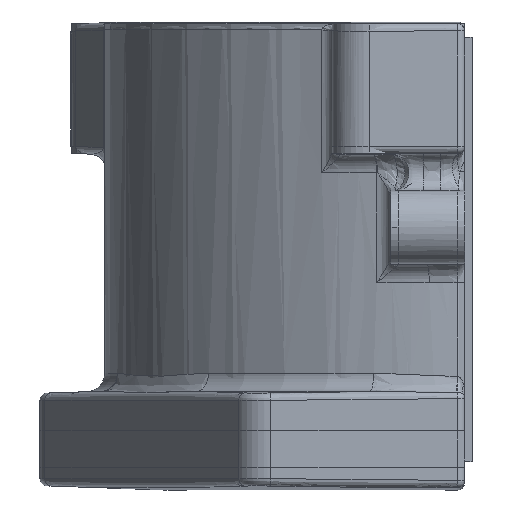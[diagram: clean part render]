
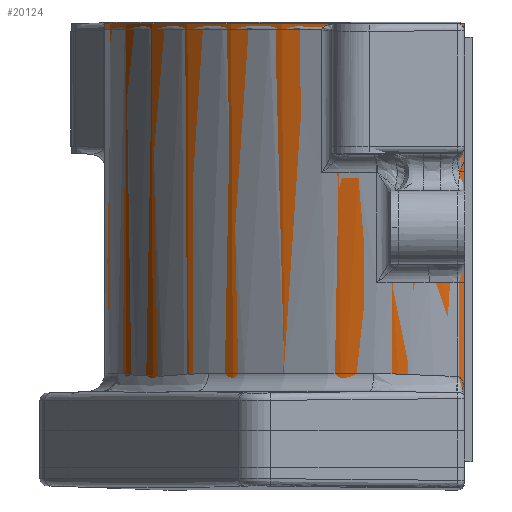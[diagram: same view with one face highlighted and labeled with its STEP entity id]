
A CAD part, left-side view. The second image highlights one B-rep face of the part: STEP entity #20124.
In plain terms, the highlighted cylindrical face has radius 97.5 mm (diameter 195 mm), a partial arc.
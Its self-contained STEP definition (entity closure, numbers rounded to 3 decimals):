
#44 = DIRECTION ( 'NONE',  ( 0., -1., 0. ) ) ;
#137 = AXIS2_PLACEMENT_3D ( 'NONE', #8625, #19697, #15074 ) ;
#197 = ORIENTED_EDGE ( 'NONE', *, *, #975, .T. ) ;
#239 = ORIENTED_EDGE ( 'NONE', *, *, #19674, .F. ) ;
#255 = EDGE_CURVE ( 'NONE', #14359, #7671, #19773, .T. ) ;
#360 = DIRECTION ( 'NONE',  ( 0., -1., 0. ) ) ;
#776 = CIRCLE ( 'NONE', #19759, 97.5 ) ;
#975 = EDGE_CURVE ( 'NONE', #2305, #14500, #12322, .T. ) ;
#1341 = DIRECTION ( 'NONE',  ( 0., -1., 0. ) ) ;
#1617 = LINE ( 'NONE', #2868, #9941 ) ;
#1644 = DIRECTION ( 'NONE',  ( 0., 0., -1. ) ) ;
#1792 = VERTEX_POINT ( 'NONE', #15786 ) ;
#1824 = CARTESIAN_POINT ( 'NONE',  ( 0., 14.8, 0. ) ) ;
#1869 = DIRECTION ( 'NONE',  ( 0., 0., -1. ) ) ;
#1923 = ORIENTED_EDGE ( 'NONE', *, *, #12604, .T. ) ;
#2046 = CYLINDRICAL_SURFACE ( 'NONE', #2676, 97.5 ) ;
#2305 = VERTEX_POINT ( 'NONE', #2393 ) ;
#2393 = CARTESIAN_POINT ( 'NONE',  ( -97.5, 34.8, 0. ) ) ;
#2411 = CARTESIAN_POINT ( 'NONE',  ( -97.5, 0., 0. ) ) ;
#2676 = AXIS2_PLACEMENT_3D ( 'NONE', #12805, #360, #1869 ) ;
#2868 = CARTESIAN_POINT ( 'NONE',  ( -95.427, -3.322, -20. ) ) ;
#3017 = CARTESIAN_POINT ( 'NONE',  ( -91.253, 62.3, -34.338 ) ) ;
#3695 = VECTOR ( 'NONE', #19898, 1000. ) ;
#3702 = EDGE_LOOP ( 'NONE', ( #18996, #15676, #20278, #6299, #7601, #13707, #239, #197, #3821, #4087, #1923, #6510 ) ) ;
#3801 = CIRCLE ( 'NONE', #7380, 97.5 ) ;
#3821 = ORIENTED_EDGE ( 'NONE', *, *, #15704, .T. ) ;
#3849 = EDGE_CURVE ( 'NONE', #19140, #12842, #19918, .T. ) ;
#4087 = ORIENTED_EDGE ( 'NONE', *, *, #255, .F. ) ;
#4096 = VERTEX_POINT ( 'NONE', #5415 ) ;
#4109 = CARTESIAN_POINT ( 'NONE',  ( -97.5, 0., 0. ) ) ;
#5415 = CARTESIAN_POINT ( 'NONE',  ( -95.427, 14.8, -20. ) ) ;
#5960 = DIRECTION ( 'NONE',  ( 0., -1., 0. ) ) ;
#6172 = CARTESIAN_POINT ( 'NONE',  ( 0., -30.2, -97.5 ) ) ;
#6237 = VECTOR ( 'NONE', #13413, 1000. ) ;
#6299 = ORIENTED_EDGE ( 'NONE', *, *, #15284, .T. ) ;
#6486 = CIRCLE ( 'NONE', #16792, 97.5 ) ;
#6510 = ORIENTED_EDGE ( 'NONE', *, *, #3849, .F. ) ;
#6696 = DIRECTION ( 'NONE',  ( 0., 0., 1. ) ) ;
#6808 = CARTESIAN_POINT ( 'NONE',  ( -95.427, 34.8, -20. ) ) ;
#6960 = CARTESIAN_POINT ( 'NONE',  ( -97.5, 14.8, 0. ) ) ;
#7380 = AXIS2_PLACEMENT_3D ( 'NONE', #1824, #7865, #15967 ) ;
#7601 = ORIENTED_EDGE ( 'NONE', *, *, #19460, .F. ) ;
#7671 = VERTEX_POINT ( 'NONE', #20353 ) ;
#7865 = DIRECTION ( 'NONE',  ( 0., 1., 0. ) ) ;
#7958 = CARTESIAN_POINT ( 'NONE',  ( -96.197, 62.3, -15.889 ) ) ;
#8294 = CARTESIAN_POINT ( 'NONE',  ( -96.197, 44.8, -15.889 ) ) ;
#8537 = DIRECTION ( 'NONE',  ( 0., 0., -1. ) ) ;
#8625 = CARTESIAN_POINT ( 'NONE',  ( 0., -30.2, 0. ) ) ;
#9941 = VECTOR ( 'NONE', #5960, 1000. ) ;
#10828 = CARTESIAN_POINT ( 'NONE',  ( 0., -3.322, -97.5 ) ) ;
#11183 = CIRCLE ( 'NONE', #137, 97.5 ) ;
#12322 = LINE ( 'NONE', #4109, #3695 ) ;
#12604 = EDGE_CURVE ( 'NONE', #14359, #12842, #16696, .T. ) ;
#12705 = CARTESIAN_POINT ( 'NONE',  ( 0., 34.8, 0. ) ) ;
#12718 = CARTESIAN_POINT ( 'NONE',  ( 0., 79.8, 0. ) ) ;
#12737 = DIRECTION ( 'NONE',  ( 0., 1., 0. ) ) ;
#12805 = CARTESIAN_POINT ( 'NONE',  ( 0., -3.322, 0. ) ) ;
#12842 = VERTEX_POINT ( 'NONE', #16205 ) ;
#12908 = AXIS2_PLACEMENT_3D ( 'NONE', #20212, #1341, #18435 ) ;
#12912 = LINE ( 'NONE', #10828, #14174 ) ;
#13320 = VERTEX_POINT ( 'NONE', #6172 ) ;
#13413 = DIRECTION ( 'NONE',  ( 0., 1., 0. ) ) ;
#13647 = VERTEX_POINT ( 'NONE', #16380 ) ;
#13707 = ORIENTED_EDGE ( 'NONE', *, *, #13750, .F. ) ;
#13750 = EDGE_CURVE ( 'NONE', #20315, #4096, #1617, .T. ) ;
#14174 = VECTOR ( 'NONE', #18979, 1000. ) ;
#14206 = VECTOR ( 'NONE', #18800, 1000. ) ;
#14359 = VERTEX_POINT ( 'NONE', #8294 ) ;
#14500 = VERTEX_POINT ( 'NONE', #19270 ) ;
#14591 = EDGE_CURVE ( 'NONE', #1792, #13320, #11183, .T. ) ;
#14605 = AXIS2_PLACEMENT_3D ( 'NONE', #17861, #14832, #8537 ) ;
#14832 = DIRECTION ( 'NONE',  ( 0., -1., 0. ) ) ;
#15074 = DIRECTION ( 'NONE',  ( 0., 0., 1. ) ) ;
#15284 = EDGE_CURVE ( 'NONE', #1792, #19065, #19564, .T. ) ;
#15676 = ORIENTED_EDGE ( 'NONE', *, *, #18681, .T. ) ;
#15704 = EDGE_CURVE ( 'NONE', #14500, #7671, #776, .T. ) ;
#15786 = CARTESIAN_POINT ( 'NONE',  ( -97.5, -30.2, 0. ) ) ;
#15967 = DIRECTION ( 'NONE',  ( 1., 0., 0. ) ) ;
#16117 = FACE_OUTER_BOUND ( 'NONE', #3702, .T. ) ;
#16205 = CARTESIAN_POINT ( 'NONE',  ( -91.253, 44.8, -34.338 ) ) ;
#16206 = EDGE_CURVE ( 'NONE', #19140, #13647, #19159, .T. ) ;
#16238 = DIRECTION ( 'NONE',  ( 0., -1., 0. ) ) ;
#16380 = CARTESIAN_POINT ( 'NONE',  ( 0., 79.8, -97.5 ) ) ;
#16696 = CIRCLE ( 'NONE', #12908, 97.5 ) ;
#16792 = AXIS2_PLACEMENT_3D ( 'NONE', #12705, #16238, #6696 ) ;
#16800 = VECTOR ( 'NONE', #12737, 1000. ) ;
#17861 = CARTESIAN_POINT ( 'NONE',  ( 0., 79.8, 0. ) ) ;
#18435 = DIRECTION ( 'NONE',  ( 0., 0., 1. ) ) ;
#18681 = EDGE_CURVE ( 'NONE', #13647, #13320, #12912, .T. ) ;
#18800 = DIRECTION ( 'NONE',  ( 0., -1., 0. ) ) ;
#18979 = DIRECTION ( 'NONE',  ( 0., -1., 0. ) ) ;
#18996 = ORIENTED_EDGE ( 'NONE', *, *, #16206, .T. ) ;
#19065 = VERTEX_POINT ( 'NONE', #6960 ) ;
#19140 = VERTEX_POINT ( 'NONE', #19317 ) ;
#19159 = CIRCLE ( 'NONE', #14605, 97.5 ) ;
#19270 = CARTESIAN_POINT ( 'NONE',  ( -97.5, 79.8, 0. ) ) ;
#19317 = CARTESIAN_POINT ( 'NONE',  ( -91.253, 79.8, -34.338 ) ) ;
#19460 = EDGE_CURVE ( 'NONE', #4096, #19065, #3801, .T. ) ;
#19564 = LINE ( 'NONE', #2411, #6237 ) ;
#19674 = EDGE_CURVE ( 'NONE', #2305, #20315, #6486, .T. ) ;
#19697 = DIRECTION ( 'NONE',  ( 0., -1., 0. ) ) ;
#19759 = AXIS2_PLACEMENT_3D ( 'NONE', #12718, #44, #1644 ) ;
#19773 = LINE ( 'NONE', #7958, #16800 ) ;
#19898 = DIRECTION ( 'NONE',  ( 0., 1., 0. ) ) ;
#19918 = LINE ( 'NONE', #3017, #14206 ) ;
#20124 = ADVANCED_FACE ( 'NONE', ( #16117 ), #2046, .T. ) ;
#20212 = CARTESIAN_POINT ( 'NONE',  ( 0., 44.8, 0. ) ) ;
#20278 = ORIENTED_EDGE ( 'NONE', *, *, #14591, .F. ) ;
#20315 = VERTEX_POINT ( 'NONE', #6808 ) ;
#20353 = CARTESIAN_POINT ( 'NONE',  ( -96.197, 79.8, -15.889 ) ) ;
